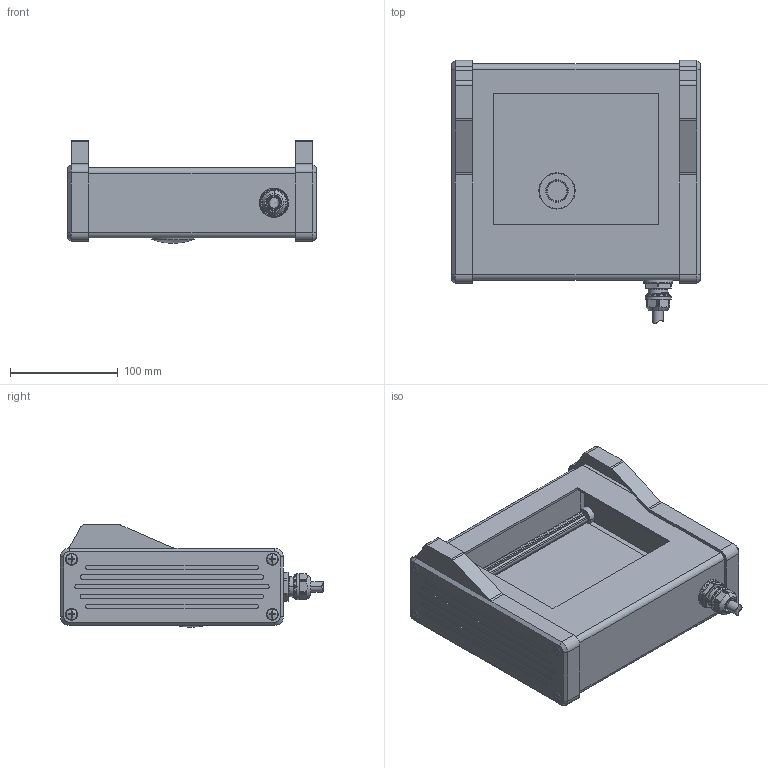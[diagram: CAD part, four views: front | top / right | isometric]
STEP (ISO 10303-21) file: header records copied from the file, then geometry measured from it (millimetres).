
FILE_DESCRIPTION (( 'STEP AP203' ), '1' );
FILE_NAME ('C2C-506G-STP.step', '2025-06-25T02:59:37', ( '' ), ( '' ), 'SwSTEP 2.0', 'SolidWorks 2020', '' );
FILE_SCHEMA (( 'CONFIG_CONTROL_DESIGN' ));
Length unit declared in the file: millimetre
Products named in the file (1): C2C-506G-STP
Bounding box: 230 x 243.61 x 95 mm (x, y, z)
Volume: 465003.8 mm3; surface area: 295474.6 mm2
Topology: 2 solids, 4 shells, 832 faces, 2232 edges, 1445 vertices
Faces by surface type: plane 378, cylinder 254, bspline 95, cone 77, sphere 18, torus 10
Entity records: 30887 total; most frequent: CARTESIAN_POINT 10372, ORIENTED_EDGE 4464, DIRECTION 4146, EDGE_CURVE 2232, AXIS2_PLACEMENT_3D 1530, VERTEX_POINT 1445, VECTOR 1086, LINE 1086
